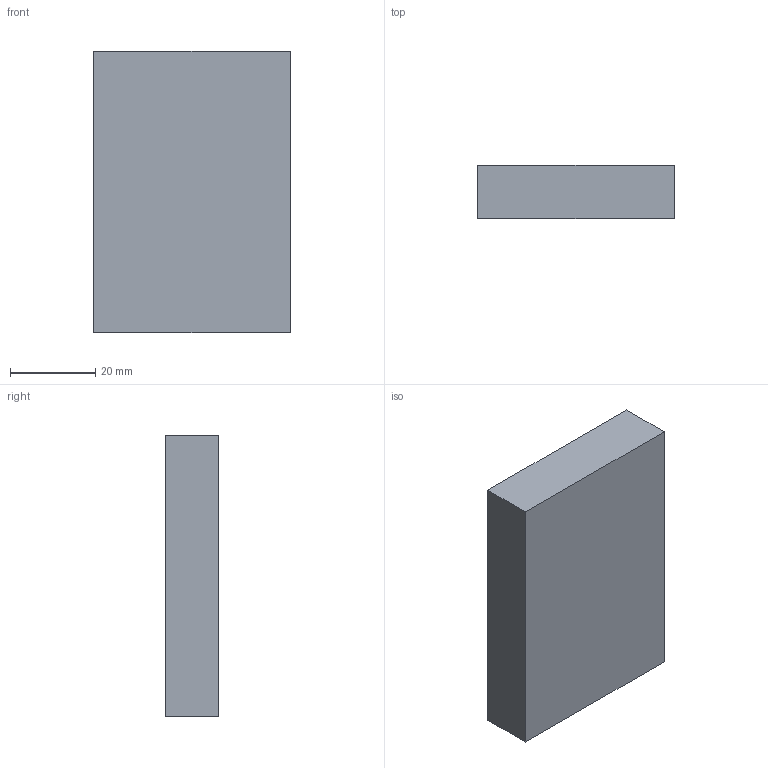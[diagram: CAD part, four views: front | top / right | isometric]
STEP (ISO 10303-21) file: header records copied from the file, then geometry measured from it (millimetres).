
FILE_DESCRIPTION((''),'2;1');
FILE_NAME('MENJIN1-SHELL','2025-11-21T',('Katasa'),(''),'PRO/ENGINEER BY PARAMETRIC TECHNOLOGY CORPORATION, 2014310','PRO/ENGINEER BY PARAMETRIC TECHNOLOGY CORPORATION, 2014310','');
FILE_SCHEMA(('CONFIG_CONTROL_DESIGN'));
Length unit declared in the file: millimetre
Products named in the file (1): MENJIN1-SHELL
Bounding box: 46 x 12.5 x 66 mm (x, y, z)
Volume: 8780.5 mm3; surface area: 11246.3 mm2
Topology: 1 solids, 1 shells, 51 faces, 120 edges, 80 vertices
Faces by surface type: plane 35, cylinder 16
Entity records: 1504 total; most frequent: DIRECTION 254, CARTESIAN_POINT 251, ORIENTED_EDGE 240, EDGE_CURVE 120, VECTOR 88, LINE 88, AXIS2_PLACEMENT_3D 83, VERTEX_POINT 80
